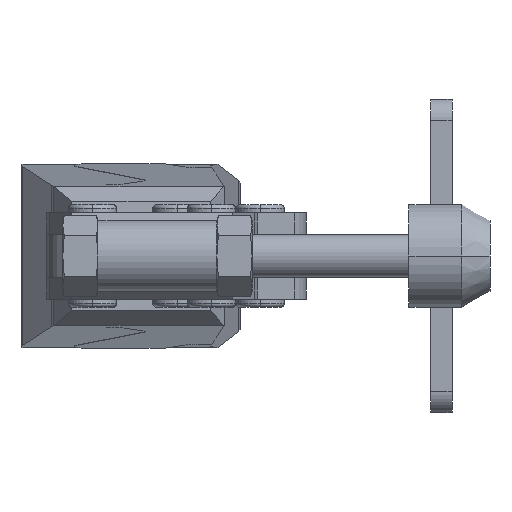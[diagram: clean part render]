
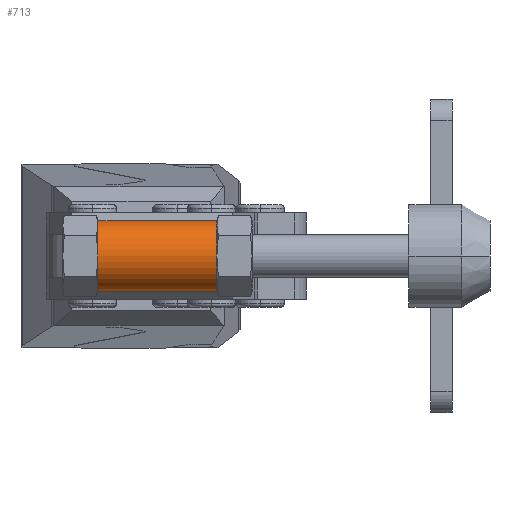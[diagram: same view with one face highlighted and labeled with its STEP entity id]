
A CAD part, left-side view. The second image highlights one B-rep face of the part: STEP entity #713.
In plain terms, the highlighted cylindrical face has radius 6.5 mm (diameter 13 mm), a partial arc.
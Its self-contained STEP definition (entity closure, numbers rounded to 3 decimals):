
#17 = CIRCLE ( 'NONE', #8688, 6.5 ) ;
#60 = ORIENTED_EDGE ( 'NONE', *, *, #2495, .F. ) ;
#77 = CARTESIAN_POINT ( 'NONE',  ( -6.5, 11., 0. ) ) ;
#120 = CARTESIAN_POINT ( 'NONE',  ( 0., -11., 0. ) ) ;
#273 = ORIENTED_EDGE ( 'NONE', *, *, #441, .F. ) ;
#441 = EDGE_CURVE ( 'NONE', #6051, #7640, #3981, .T. ) ;
#455 = DIRECTION ( 'NONE',  ( 0., -1., 0. ) ) ;
#477 = AXIS2_PLACEMENT_3D ( 'NONE', #706, #1576, #1624 ) ;
#498 = DIRECTION ( 'NONE',  ( 0., 0., -1. ) ) ;
#630 = EDGE_CURVE ( 'NONE', #2220, #2437, #6087, .T. ) ;
#644 = CARTESIAN_POINT ( 'NONE',  ( 0., -17.5, 6.5 ) ) ;
#701 = EDGE_LOOP ( 'NONE', ( #1989, #5501, #911, #745, #931, #9843, #60, #2254, #273, #2002 ) ) ;
#703 = DIRECTION ( 'NONE',  ( 0., 1., 0. ) ) ;
#706 = CARTESIAN_POINT ( 'NONE',  ( 0., -11., 0. ) ) ;
#713 = ADVANCED_FACE ( 'NONE', ( #6894 ), #7758, .T. ) ;
#745 = ORIENTED_EDGE ( 'NONE', *, *, #7902, .T. ) ;
#911 = ORIENTED_EDGE ( 'NONE', *, *, #4326, .T. ) ;
#931 = ORIENTED_EDGE ( 'NONE', *, *, #5765, .T. ) ;
#1173 = AXIS2_PLACEMENT_3D ( 'NONE', #4504, #9126, #9182 ) ;
#1350 = CIRCLE ( 'NONE', #1173, 6.5 ) ;
#1364 = VERTEX_POINT ( 'NONE', #4398 ) ;
#1522 = VERTEX_POINT ( 'NONE', #2370 ) ;
#1576 = DIRECTION ( 'NONE',  ( 0., -1., 0. ) ) ;
#1623 = AXIS2_PLACEMENT_3D ( 'NONE', #9234, #2191, #9929 ) ;
#1624 = DIRECTION ( 'NONE',  ( 0., 0., -1. ) ) ;
#1741 = CARTESIAN_POINT ( 'NONE',  ( 0., 11., 0. ) ) ;
#1886 = EDGE_CURVE ( 'NONE', #2220, #1364, #6695, .T. ) ;
#1989 = ORIENTED_EDGE ( 'NONE', *, *, #1886, .F. ) ;
#2002 = ORIENTED_EDGE ( 'NONE', *, *, #9667, .F. ) ;
#2191 = DIRECTION ( 'NONE',  ( 0., -1., 0. ) ) ;
#2220 = VERTEX_POINT ( 'NONE', #9163 ) ;
#2254 = ORIENTED_EDGE ( 'NONE', *, *, #7858, .F. ) ;
#2298 = AXIS2_PLACEMENT_3D ( 'NONE', #4390, #6646, #498 ) ;
#2370 = CARTESIAN_POINT ( 'NONE',  ( 0., 11., -6.5 ) ) ;
#2437 = VERTEX_POINT ( 'NONE', #6157 ) ;
#2495 = EDGE_CURVE ( 'NONE', #4461, #1522, #9617, .T. ) ;
#2748 = VECTOR ( 'NONE', #4585, 1000. ) ;
#2943 = CIRCLE ( 'NONE', #1623, 6.5 ) ;
#2961 = CIRCLE ( 'NONE', #9642, 6.5 ) ;
#3017 = CARTESIAN_POINT ( 'NONE',  ( -3.25, -11., -5.629 ) ) ;
#3130 = DIRECTION ( 'NONE',  ( 0., -1., 0. ) ) ;
#3263 = DIRECTION ( 'NONE',  ( 0., 0., -1. ) ) ;
#3981 = CIRCLE ( 'NONE', #4791, 6.5 ) ;
#3997 = DIRECTION ( 'NONE',  ( 0., 1., 0. ) ) ;
#4019 = VECTOR ( 'NONE', #3997, 1000. ) ;
#4326 = EDGE_CURVE ( 'NONE', #2437, #5395, #17, .T. ) ;
#4390 = CARTESIAN_POINT ( 'NONE',  ( 0., -11., 0. ) ) ;
#4398 = CARTESIAN_POINT ( 'NONE',  ( -3.25, -11., 5.629 ) ) ;
#4461 = VERTEX_POINT ( 'NONE', #7115 ) ;
#4504 = CARTESIAN_POINT ( 'NONE',  ( 0., 11., 0. ) ) ;
#4585 = DIRECTION ( 'NONE',  ( 0., 1., 0. ) ) ;
#4791 = AXIS2_PLACEMENT_3D ( 'NONE', #7411, #9049, #5212 ) ;
#4859 = VERTEX_POINT ( 'NONE', #77 ) ;
#5011 = CARTESIAN_POINT ( 'NONE',  ( 0., -17.5, -6.5 ) ) ;
#5212 = DIRECTION ( 'NONE',  ( 0., 0., -1. ) ) ;
#5222 = CIRCLE ( 'NONE', #2298, 6.5 ) ;
#5395 = VERTEX_POINT ( 'NONE', #8193 ) ;
#5426 = DIRECTION ( 'NONE',  ( 0., 0., -1. ) ) ;
#5501 = ORIENTED_EDGE ( 'NONE', *, *, #630, .T. ) ;
#5765 = EDGE_CURVE ( 'NONE', #4859, #6125, #2961, .T. ) ;
#6051 = VERTEX_POINT ( 'NONE', #9169 ) ;
#6087 = LINE ( 'NONE', #644, #2748 ) ;
#6125 = VERTEX_POINT ( 'NONE', #7171 ) ;
#6157 = CARTESIAN_POINT ( 'NONE',  ( 0., 11., 6.5 ) ) ;
#6646 = DIRECTION ( 'NONE',  ( 0., -1., 0. ) ) ;
#6695 = CIRCLE ( 'NONE', #477, 6.5 ) ;
#6894 = FACE_OUTER_BOUND ( 'NONE', #701, .T. ) ;
#7111 = DIRECTION ( 'NONE',  ( 0., 0., -1. ) ) ;
#7115 = CARTESIAN_POINT ( 'NONE',  ( 0., -11., -6.5 ) ) ;
#7171 = CARTESIAN_POINT ( 'NONE',  ( -3.25, 11., -5.629 ) ) ;
#7411 = CARTESIAN_POINT ( 'NONE',  ( 0., -11., 0. ) ) ;
#7640 = VERTEX_POINT ( 'NONE', #3017 ) ;
#7758 = CYLINDRICAL_SURFACE ( 'NONE', #8613, 6.5 ) ;
#7858 = EDGE_CURVE ( 'NONE', #7640, #4461, #9493, .T. ) ;
#7870 = AXIS2_PLACEMENT_3D ( 'NONE', #120, #8830, #3263 ) ;
#7902 = EDGE_CURVE ( 'NONE', #5395, #4859, #1350, .T. ) ;
#8193 = CARTESIAN_POINT ( 'NONE',  ( -3.25, 11., 5.629 ) ) ;
#8249 = DIRECTION ( 'NONE',  ( 0., 0., -1. ) ) ;
#8613 = AXIS2_PLACEMENT_3D ( 'NONE', #9248, #703, #5426 ) ;
#8688 = AXIS2_PLACEMENT_3D ( 'NONE', #9166, #455, #8249 ) ;
#8830 = DIRECTION ( 'NONE',  ( 0., -1., 0. ) ) ;
#9049 = DIRECTION ( 'NONE',  ( 0., -1., 0. ) ) ;
#9126 = DIRECTION ( 'NONE',  ( 0., -1., 0. ) ) ;
#9163 = CARTESIAN_POINT ( 'NONE',  ( 0., -11., 6.5 ) ) ;
#9166 = CARTESIAN_POINT ( 'NONE',  ( 0., 11., 0. ) ) ;
#9169 = CARTESIAN_POINT ( 'NONE',  ( -6.5, -11., 0. ) ) ;
#9182 = DIRECTION ( 'NONE',  ( 0., 0., -1. ) ) ;
#9234 = CARTESIAN_POINT ( 'NONE',  ( 0., 11., 0. ) ) ;
#9248 = CARTESIAN_POINT ( 'NONE',  ( 0., -17.5, 0. ) ) ;
#9414 = EDGE_CURVE ( 'NONE', #6125, #1522, #2943, .T. ) ;
#9493 = CIRCLE ( 'NONE', #7870, 6.5 ) ;
#9617 = LINE ( 'NONE', #5011, #4019 ) ;
#9642 = AXIS2_PLACEMENT_3D ( 'NONE', #1741, #3130, #7111 ) ;
#9667 = EDGE_CURVE ( 'NONE', #1364, #6051, #5222, .T. ) ;
#9843 = ORIENTED_EDGE ( 'NONE', *, *, #9414, .T. ) ;
#9929 = DIRECTION ( 'NONE',  ( 0., 0., -1. ) ) ;
